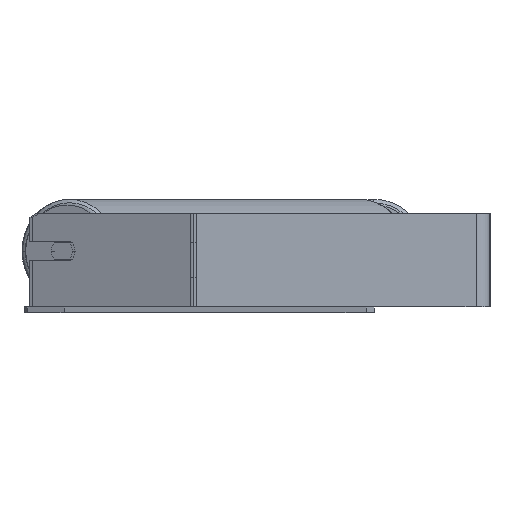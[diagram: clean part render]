
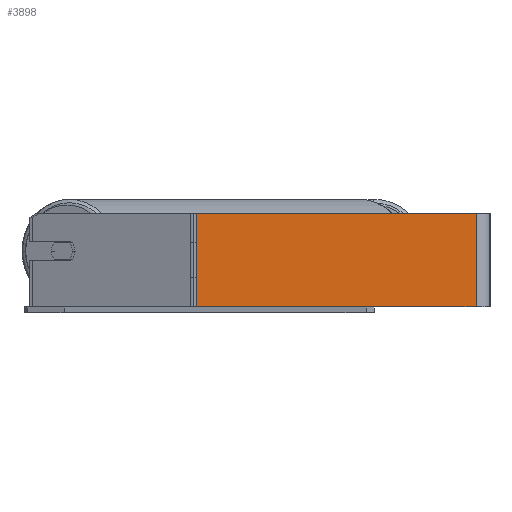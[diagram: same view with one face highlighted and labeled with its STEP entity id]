
A CAD part, left-side view. The second image highlights one B-rep face of the part: STEP entity #3898.
In plain terms, the highlighted planar face has unit normal (-1, 0, 0).
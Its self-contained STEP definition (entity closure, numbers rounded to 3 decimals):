
#469 = FACE_OUTER_BOUND ( 'NONE', #8044, .T. ) ;
#707 = CARTESIAN_POINT ( 'NONE',  ( -945., 252.564, -40. ) ) ;
#1363 = ORIENTED_EDGE ( 'NONE', *, *, #2954, .T. ) ;
#1692 = CARTESIAN_POINT ( 'NONE',  ( -945., 12., 40. ) ) ;
#1695 = DIRECTION ( 'NONE',  ( 0., -1., 0. ) ) ;
#1929 = DIRECTION ( 'NONE',  ( 0., 0., -1. ) ) ;
#1957 = EDGE_CURVE ( 'NONE', #4071, #4803, #8676, .T. ) ;
#2135 = VECTOR ( 'NONE', #3545, 1000. ) ;
#2581 = ORIENTED_EDGE ( 'NONE', *, *, #7088, .T. ) ;
#2954 = EDGE_CURVE ( 'NONE', #3046, #8853, #3260, .T. ) ;
#3046 = VERTEX_POINT ( 'NONE', #3547 ) ;
#3192 = CARTESIAN_POINT ( 'NONE',  ( -945., 255.224, -40. ) ) ;
#3260 = LINE ( 'NONE', #3414, #7387 ) ;
#3414 = CARTESIAN_POINT ( 'NONE',  ( -945., 252.564, 40. ) ) ;
#3545 = DIRECTION ( 'NONE',  ( 0., 0., -1. ) ) ;
#3547 = CARTESIAN_POINT ( 'NONE',  ( -945., 252.564, 40. ) ) ;
#3627 = VECTOR ( 'NONE', #6096, 1000. ) ;
#3813 = LINE ( 'NONE', #5385, #4106 ) ;
#3898 = ADVANCED_FACE ( 'NONE', ( #469 ), #9250, .F. ) ;
#4064 = CARTESIAN_POINT ( 'NONE',  ( -945., 255.224, 40. ) ) ;
#4071 = VERTEX_POINT ( 'NONE', #1692 ) ;
#4106 = VECTOR ( 'NONE', #1695, 1000. ) ;
#4350 = CARTESIAN_POINT ( 'NONE',  ( -945., 12., 40. ) ) ;
#4803 = VERTEX_POINT ( 'NONE', #7261 ) ;
#5120 = AXIS2_PLACEMENT_3D ( 'NONE', #4064, #5494, #1929 ) ;
#5385 = CARTESIAN_POINT ( 'NONE',  ( -945., 255.224, 40. ) ) ;
#5494 = DIRECTION ( 'NONE',  ( 1., 0., 0. ) ) ;
#5537 = ORIENTED_EDGE ( 'NONE', *, *, #6447, .F. ) ;
#6096 = DIRECTION ( 'NONE',  ( 0., -1., 0. ) ) ;
#6320 = DIRECTION ( 'NONE',  ( 0., 0., -1. ) ) ;
#6447 = EDGE_CURVE ( 'NONE', #3046, #4071, #3813, .T. ) ;
#7088 = EDGE_CURVE ( 'NONE', #8853, #4803, #8940, .T. ) ;
#7261 = CARTESIAN_POINT ( 'NONE',  ( -945., 12., -40. ) ) ;
#7387 = VECTOR ( 'NONE', #6320, 1000. ) ;
#7482 = ORIENTED_EDGE ( 'NONE', *, *, #1957, .F. ) ;
#8044 = EDGE_LOOP ( 'NONE', ( #2581, #7482, #5537, #1363 ) ) ;
#8676 = LINE ( 'NONE', #4350, #2135 ) ;
#8853 = VERTEX_POINT ( 'NONE', #707 ) ;
#8940 = LINE ( 'NONE', #3192, #3627 ) ;
#9250 = PLANE ( 'NONE',  #5120 ) ;
